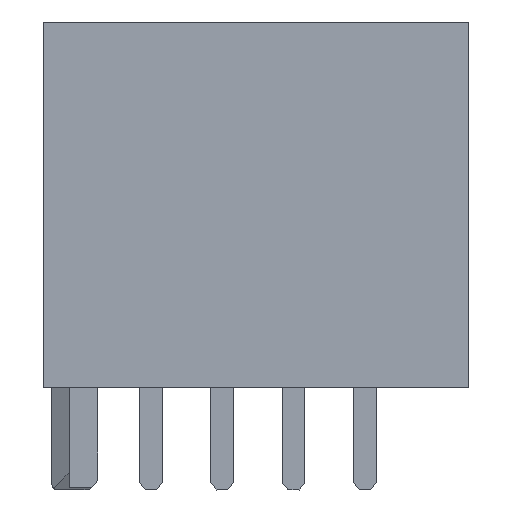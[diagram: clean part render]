
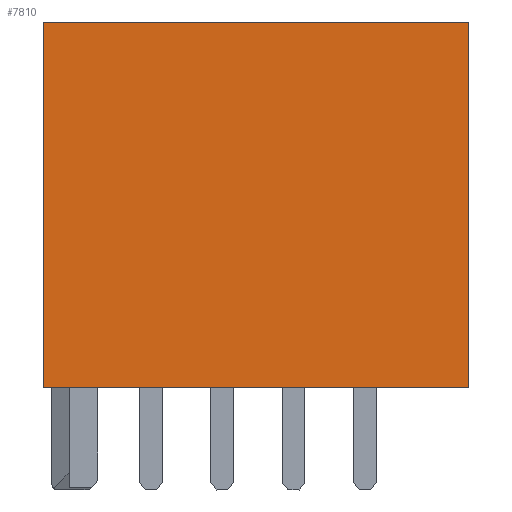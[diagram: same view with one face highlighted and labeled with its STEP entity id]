
A CAD part, left-side view. The second image highlights one B-rep face of the part: STEP entity #7810.
In plain terms, the highlighted face is planar.
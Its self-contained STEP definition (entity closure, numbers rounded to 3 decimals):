
#769=ORIENTED_EDGE('',*,*,#2961,.F.);
#770=ORIENTED_EDGE('',*,*,#2703,.F.);
#771=ORIENTED_EDGE('',*,*,#2962,.F.);
#772=ORIENTED_EDGE('',*,*,#2963,.F.);
#2703=EDGE_CURVE('',#3848,#3849,#4606,.T.);
#2961=EDGE_CURVE('',#3849,#4019,#4858,.T.);
#2962=EDGE_CURVE('',#4020,#3848,#4859,.T.);
#2963=EDGE_CURVE('',#4019,#4020,#4860,.T.);
#3848=VERTEX_POINT('',#11171);
#3849=VERTEX_POINT('',#11173);
#4019=VERTEX_POINT('',#11655);
#4020=VERTEX_POINT('',#11657);
#4606=LINE('',#11172,#5719);
#4858=LINE('',#11654,#5971);
#4859=LINE('',#11656,#5972);
#4860=LINE('',#11658,#5973);
#5719=VECTOR('',#8916,1000.);
#5971=VECTOR('',#9288,1000.);
#5972=VECTOR('',#9289,1000.);
#5973=VECTOR('',#9290,1000.);
#6627=EDGE_LOOP('',(#769,#770,#771,#772));
#7038=FACE_BOUND('',#6627,.T.);
#7438=PLANE('',#8236);
#7810=ADVANCED_FACE('',(#7038),#7438,.F.);
#8236=AXIS2_PLACEMENT_3D('',#11653,#9286,#9287);
#8916=DIRECTION('',(1.,0.,0.));
#9286=DIRECTION('',(0.,1.,0.));
#9287=DIRECTION('',(0.,0.,1.));
#9288=DIRECTION('',(0.,0.,-1.));
#9289=DIRECTION('',(0.,0.,1.));
#9290=DIRECTION('',(-1.,0.,0.));
#11171=CARTESIAN_POINT('',(-7.45,0.,6.4));
#11172=CARTESIAN_POINT('',(-7.45,0.,6.4));
#11173=CARTESIAN_POINT('',(7.45,0.,6.4));
#11653=CARTESIAN_POINT('',(0.,0.,0.));
#11654=CARTESIAN_POINT('',(7.45,0.,6.4));
#11655=CARTESIAN_POINT('',(7.45,0.,-6.4));
#11656=CARTESIAN_POINT('',(-7.45,0.,-6.4));
#11657=CARTESIAN_POINT('',(-7.45,0.,-6.4));
#11658=CARTESIAN_POINT('',(7.45,0.,-6.4));
